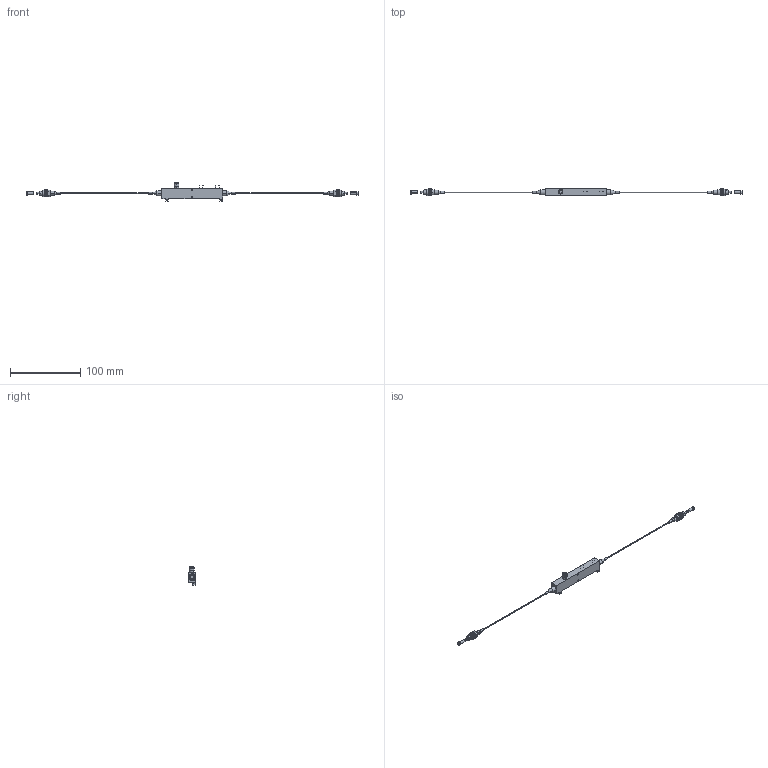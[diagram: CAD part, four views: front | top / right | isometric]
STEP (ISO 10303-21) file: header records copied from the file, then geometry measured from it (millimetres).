
FILE_DESCRIPTION (( 'STEP AP214' ), '1' );
FILE_NAME ('TTN283416.STEP', '2022-04-29T17:37:05', ( '' ), ( '' ), 'SwSTEP 2.0', 'SolidWorks 2018', '' );
FILE_SCHEMA (( 'AUTOMOTIVE_DESIGN' ));
Length unit declared in the file: inch
Products named in the file (4): Thorlabs CAPF; TTN283416; Thorlabs 30125D2_900um Boot; Optilab IMP-850-40-PM-TH
Assembly tree (5 placements, depth 2):
  TTN283416
    Optilab IMP-850-40-PM-TH
    Thorlabs 30125D2_900um Boot  x2
    Thorlabs CAPF  x2
Bounding box: 472.75 x 10.91 x 26.69 mm (x, y, z)
Volume: 16170.6 mm3; surface area: 10318.1 mm2
Topology: 9 solids, 9 shells, 534 faces, 1364 edges, 894 vertices
Faces by surface type: plane 265, cylinder 245, cone 24
Entity records: 12648 total; most frequent: CARTESIAN_POINT 1672, DIRECTION 1651, ORIENTED_EDGE 1518, EDGE_CURVE 759, AXIS2_PLACEMENT_3D 597, VERTEX_POINT 498, VECTOR 457, LINE 457
